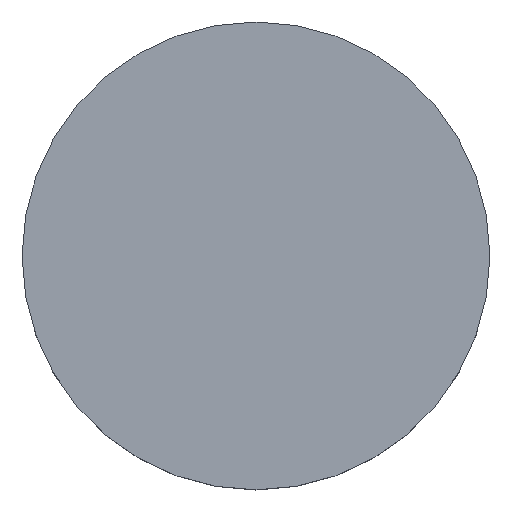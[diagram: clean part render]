
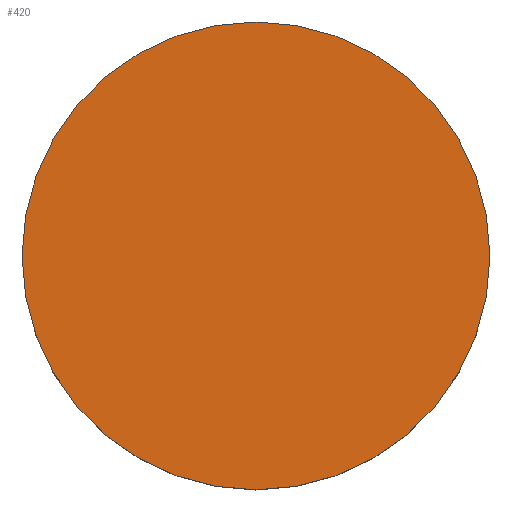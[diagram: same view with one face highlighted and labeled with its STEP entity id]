
A CAD part, top view. The second image highlights one B-rep face of the part: STEP entity #420.
In plain terms, the highlighted planar face has unit normal (0, 0, 1).
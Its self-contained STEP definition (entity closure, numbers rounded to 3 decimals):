
#220=CARTESIAN_POINT('',(0.,0.,10.));
#230=DIRECTION('',(0.,0.,1.));
#240=DIRECTION('',(1.,0.,-0.));
#250=AXIS2_PLACEMENT_3D('',#220,#230,#240);
#260=PLANE('',#250);
#270=CARTESIAN_POINT('',(52.134,68.191,10.));
#280=DIRECTION('',(0.,0.,1.));
#290=DIRECTION('',(1.,0.,0.));
#300=AXIS2_PLACEMENT_3D('',#270,#280,#290);
#310=CIRCLE('',#300,26.207);
#320=CARTESIAN_POINT('',(78.34,68.191,10.));
#330=VERTEX_POINT('',#320);
#340=CARTESIAN_POINT('',(25.927,68.191,10.));
#350=VERTEX_POINT('',#340);
#360=EDGE_CURVE('',#330,#350,#310,.T.);
#370=ORIENTED_EDGE('',*,*,#360,.T.);
#380=EDGE_CURVE('',#350,#330,#310,.T.);
#390=ORIENTED_EDGE('',*,*,#380,.T.);
#400=EDGE_LOOP('',(#390,#370));
#410=FACE_OUTER_BOUND('',#400,.T.);
#420=ADVANCED_FACE('',(#410),#260,.T.);
